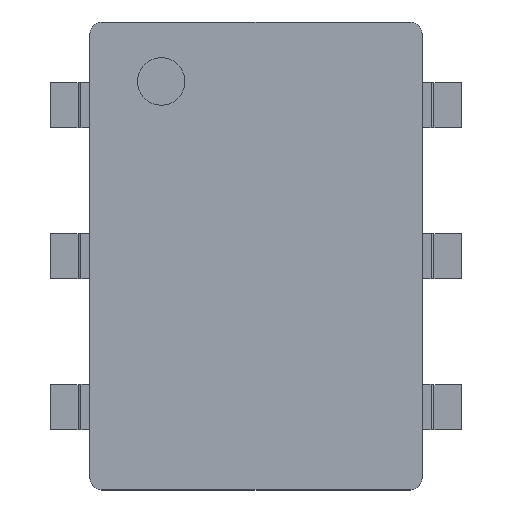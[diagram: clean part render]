
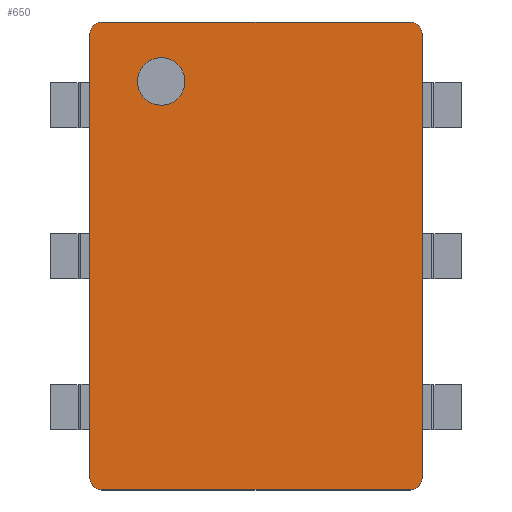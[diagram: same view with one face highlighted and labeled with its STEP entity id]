
A CAD part, top view. The second image highlights one B-rep face of the part: STEP entity #650.
In plain terms, the highlighted planar face has unit normal (0, 0, 1).
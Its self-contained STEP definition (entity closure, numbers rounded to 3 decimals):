
#170=CARTESIAN_POINT('',(-2.736,3.876,2.84));
#171=VERTEX_POINT('',#170);
#187=CARTESIAN_POINT('',(-2.795,3.735,2.84));
#188=VERTEX_POINT('',#187);
#195=CARTESIAN_POINT('',(-2.595,3.735,2.84));
#196=DIRECTION('',(0.0,0.0,-1.));
#197=DIRECTION('',(-0.707,0.707,0.0));
#198=AXIS2_PLACEMENT_3D('',#195,#196,#197);
#199=CIRCLE('',#198,0.2);
#200=EDGE_CURVE('',#188,#171,#199,.T.);
#212=CARTESIAN_POINT('',(-2.736,-3.876,2.84));
#213=VERTEX_POINT('',#212);
#229=CARTESIAN_POINT('',(-2.595,-3.935,2.84));
#230=VERTEX_POINT('',#229);
#237=CARTESIAN_POINT('',(-2.595,-3.735,2.84));
#238=DIRECTION('',(0.0,0.0,-1.));
#239=DIRECTION('',(-0.707,-0.707,0.0));
#240=AXIS2_PLACEMENT_3D('',#237,#238,#239);
#241=CIRCLE('',#240,0.2);
#242=EDGE_CURVE('',#230,#213,#241,.T.);
#254=CARTESIAN_POINT('',(2.736,-3.876,2.84));
#255=VERTEX_POINT('',#254);
#271=CARTESIAN_POINT('',(2.795,-3.735,2.84));
#272=VERTEX_POINT('',#271);
#279=CARTESIAN_POINT('',(2.595,-3.735,2.84));
#280=DIRECTION('',(0.0,0.0,-1.));
#281=DIRECTION('',(0.707,-0.707,0.0));
#282=AXIS2_PLACEMENT_3D('',#279,#280,#281);
#283=CIRCLE('',#282,0.2);
#284=EDGE_CURVE('',#272,#255,#283,.T.);
#296=CARTESIAN_POINT('',(2.736,3.876,2.84));
#297=VERTEX_POINT('',#296);
#313=CARTESIAN_POINT('',(2.595,3.935,2.84));
#314=VERTEX_POINT('',#313);
#321=CARTESIAN_POINT('',(2.595,3.735,2.84));
#322=DIRECTION('',(0.0,0.0,-1.));
#323=DIRECTION('',(0.707,0.707,0.0));
#324=AXIS2_PLACEMENT_3D('',#321,#322,#323);
#325=CIRCLE('',#324,0.2);
#326=EDGE_CURVE('',#314,#297,#325,.T.);
#338=CARTESIAN_POINT('',(-1.195,2.935,2.84));
#339=VERTEX_POINT('',#338);
#355=CARTESIAN_POINT('',(-1.995,2.935,2.84));
#356=VERTEX_POINT('',#355);
#363=CARTESIAN_POINT('',(-1.595,2.935,2.84));
#364=DIRECTION('',(0.0,0.0,-1.0));
#365=DIRECTION('',(1.0,0.0,0.0));
#366=AXIS2_PLACEMENT_3D('',#363,#364,#365);
#367=CIRCLE('',#366,0.4);
#368=EDGE_CURVE('',#339,#356,#367,.T.);
#379=CARTESIAN_POINT('',(-1.595,2.935,2.84));
#380=DIRECTION('',(0.0,0.0,-1.0));
#381=DIRECTION('',(1.0,0.0,0.0));
#382=AXIS2_PLACEMENT_3D('',#379,#380,#381);
#383=CIRCLE('',#382,0.4);
#384=EDGE_CURVE('',#356,#339,#383,.T.);
#412=CARTESIAN_POINT('',(-2.595,3.935,2.84));
#413=VERTEX_POINT('',#412);
#414=CARTESIAN_POINT('',(-2.595,3.935,2.84));
#415=DIRECTION('',(1.0,0.0,0.0));
#416=VECTOR('',#415,5.19);
#417=LINE('',#414,#416);
#418=EDGE_CURVE('',#413,#314,#417,.T.);
#444=CARTESIAN_POINT('',(2.795,3.735,2.84));
#445=VERTEX_POINT('',#444);
#446=CARTESIAN_POINT('',(2.595,3.735,2.84));
#447=DIRECTION('',(0.0,0.0,-1.));
#448=DIRECTION('',(0.707,0.707,0.0));
#449=AXIS2_PLACEMENT_3D('',#446,#447,#448);
#450=CIRCLE('',#449,0.2);
#451=EDGE_CURVE('',#297,#445,#450,.T.);
#476=CARTESIAN_POINT('',(2.795,3.735,2.84));
#477=DIRECTION('',(0.0,-1.0,0.0));
#478=VECTOR('',#477,7.47);
#479=LINE('',#476,#478);
#480=EDGE_CURVE('',#445,#272,#479,.T.);
#499=CARTESIAN_POINT('',(2.595,-3.935,2.84));
#500=VERTEX_POINT('',#499);
#501=CARTESIAN_POINT('',(2.595,-3.735,2.84));
#502=DIRECTION('',(0.0,0.0,-1.));
#503=DIRECTION('',(0.707,-0.707,0.0));
#504=AXIS2_PLACEMENT_3D('',#501,#502,#503);
#505=CIRCLE('',#504,0.2);
#506=EDGE_CURVE('',#255,#500,#505,.T.);
#531=CARTESIAN_POINT('',(2.595,-3.935,2.84));
#532=DIRECTION('',(-1.0,0.0,0.0));
#533=VECTOR('',#532,5.19);
#534=LINE('',#531,#533);
#535=EDGE_CURVE('',#500,#230,#534,.T.);
#554=CARTESIAN_POINT('',(-2.795,-3.735,2.84));
#555=VERTEX_POINT('',#554);
#556=CARTESIAN_POINT('',(-2.595,-3.735,2.84));
#557=DIRECTION('',(0.0,0.0,-1.));
#558=DIRECTION('',(-0.707,-0.707,0.0));
#559=AXIS2_PLACEMENT_3D('',#556,#557,#558);
#560=CIRCLE('',#559,0.2);
#561=EDGE_CURVE('',#213,#555,#560,.T.);
#586=CARTESIAN_POINT('',(-2.795,-3.735,2.84));
#587=DIRECTION('',(0.0,1.0,0.0));
#588=VECTOR('',#587,7.47);
#589=LINE('',#586,#588);
#590=EDGE_CURVE('',#555,#188,#589,.T.);
#609=CARTESIAN_POINT('',(-2.595,3.735,2.84));
#610=DIRECTION('',(0.0,0.0,-1.));
#611=DIRECTION('',(-0.707,0.707,0.0));
#612=AXIS2_PLACEMENT_3D('',#609,#610,#611);
#613=CIRCLE('',#612,0.2);
#614=EDGE_CURVE('',#171,#413,#613,.T.);
#627=CARTESIAN_POINT('',(0.,0.,2.84));
#628=DIRECTION('',(0.0,0.0,1.0));
#629=DIRECTION('',(1.0,0.0,0.0));
#630=AXIS2_PLACEMENT_3D('',#627,#628,#629);
#631=PLANE('',#630);
#632=ORIENTED_EDGE('',*,*,#418,.F.);
#633=ORIENTED_EDGE('',*,*,#614,.F.);
#634=ORIENTED_EDGE('',*,*,#200,.F.);
#635=ORIENTED_EDGE('',*,*,#590,.F.);
#636=ORIENTED_EDGE('',*,*,#561,.F.);
#637=ORIENTED_EDGE('',*,*,#242,.F.);
#638=ORIENTED_EDGE('',*,*,#535,.F.);
#639=ORIENTED_EDGE('',*,*,#506,.F.);
#640=ORIENTED_EDGE('',*,*,#284,.F.);
#641=ORIENTED_EDGE('',*,*,#480,.F.);
#642=ORIENTED_EDGE('',*,*,#451,.F.);
#643=ORIENTED_EDGE('',*,*,#326,.F.);
#644=EDGE_LOOP('',(#632,#633,#634,#635,#636,#637,#638,#639,#640,#641,#642,#643));
#645=FACE_OUTER_BOUND('',#644,.T.);
#646=ORIENTED_EDGE('',*,*,#368,.T.);
#647=ORIENTED_EDGE('',*,*,#384,.T.);
#648=EDGE_LOOP('',(#646,#647));
#649=FACE_BOUND('',#648,.T.);
#650=ADVANCED_FACE('',(#645,#649),#631,.T.);
